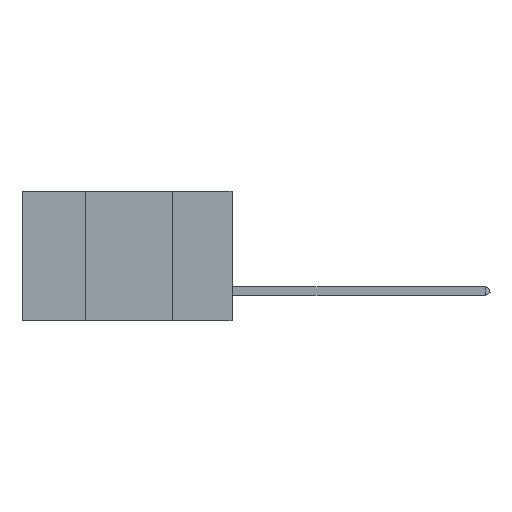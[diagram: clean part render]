
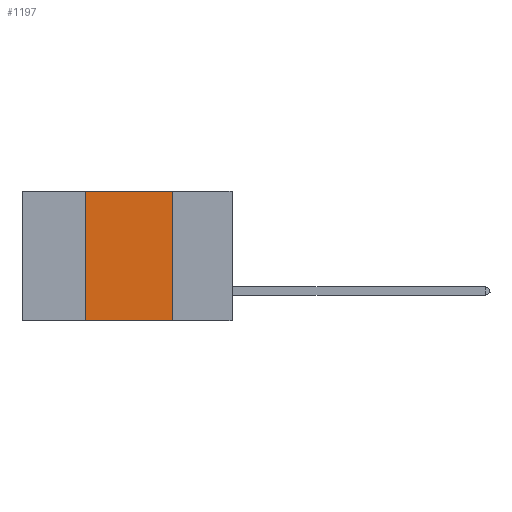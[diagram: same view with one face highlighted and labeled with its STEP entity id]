
A CAD part, left-side view. The second image highlights one B-rep face of the part: STEP entity #1197.
In plain terms, the highlighted planar face has unit normal (-1, 0, 0).
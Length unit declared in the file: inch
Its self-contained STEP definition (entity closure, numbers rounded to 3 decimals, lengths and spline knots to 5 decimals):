
#42 = EDGE_CURVE ( 'NONE', #5902, #1143, #3473, .T. ) ;
#80 = EDGE_CURVE ( 'NONE', #5368, #5902, #7682, .T. ) ;
#904 = ORIENTED_EDGE ( 'NONE', *, *, #8651, .F. ) ;
#993 = CARTESIAN_POINT ( 'NONE',  ( 0., 0.6, 0. ) ) ;
#1130 = DIRECTION ( 'NONE',  ( 1., 0., 0. ) ) ;
#1143 = VERTEX_POINT ( 'NONE', #10201 ) ;
#1197 = ADVANCED_FACE ( 'NONE', ( #10707 ), #9507, .F. ) ;
#1958 = CARTESIAN_POINT ( 'NONE',  ( 0., 0.6, -0.37 ) ) ;
#2340 = EDGE_CURVE ( 'NONE', #3549, #1143, #7110, .T. ) ;
#2472 = EDGE_LOOP ( 'NONE', ( #9321, #3995, #904, #2516 ) ) ;
#2516 = ORIENTED_EDGE ( 'NONE', *, *, #2340, .T. ) ;
#2683 = VECTOR ( 'NONE', #10172, 39.37008 ) ;
#3473 = LINE ( 'NONE', #5990, #2683 ) ;
#3549 = VERTEX_POINT ( 'NONE', #9250 ) ;
#3601 = CARTESIAN_POINT ( 'NONE',  ( 0., 0.6, 0. ) ) ;
#3769 = DIRECTION ( 'NONE',  ( 0., 0., 1. ) ) ;
#3995 = ORIENTED_EDGE ( 'NONE', *, *, #80, .F. ) ;
#4453 = DIRECTION ( 'NONE',  ( 0., -1., 0. ) ) ;
#4732 = AXIS2_PLACEMENT_3D ( 'NONE', #3601, #1130, #7850 ) ;
#4803 = VECTOR ( 'NONE', #4453, 39.37008 ) ;
#5102 = VECTOR ( 'NONE', #3769, 39.37008 ) ;
#5311 = CARTESIAN_POINT ( 'NONE',  ( 0., 0.42, 0. ) ) ;
#5368 = VERTEX_POINT ( 'NONE', #7510 ) ;
#5902 = VERTEX_POINT ( 'NONE', #6779 ) ;
#5990 = CARTESIAN_POINT ( 'NONE',  ( 0., 0.17, 0. ) ) ;
#6779 = CARTESIAN_POINT ( 'NONE',  ( 0., 0.17, 0. ) ) ;
#6851 = VECTOR ( 'NONE', #8500, 39.37008 ) ;
#7110 = LINE ( 'NONE', #1958, #6851 ) ;
#7510 = CARTESIAN_POINT ( 'NONE',  ( 0., 0.42, 0. ) ) ;
#7682 = LINE ( 'NONE', #993, #4803 ) ;
#7850 = DIRECTION ( 'NONE',  ( 0., 0., -1. ) ) ;
#8500 = DIRECTION ( 'NONE',  ( 0., -1., 0. ) ) ;
#8651 = EDGE_CURVE ( 'NONE', #3549, #5368, #8842, .T. ) ;
#8842 = LINE ( 'NONE', #5311, #5102 ) ;
#9250 = CARTESIAN_POINT ( 'NONE',  ( 0., 0.42, -0.37 ) ) ;
#9321 = ORIENTED_EDGE ( 'NONE', *, *, #42, .F. ) ;
#9507 = PLANE ( 'NONE',  #4732 ) ;
#10172 = DIRECTION ( 'NONE',  ( 0., 0., -1. ) ) ;
#10201 = CARTESIAN_POINT ( 'NONE',  ( 0., 0.17, -0.37 ) ) ;
#10707 = FACE_OUTER_BOUND ( 'NONE', #2472, .T. ) ;
